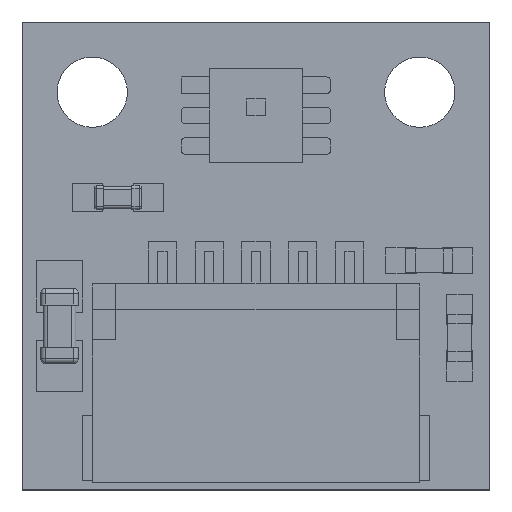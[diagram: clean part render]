
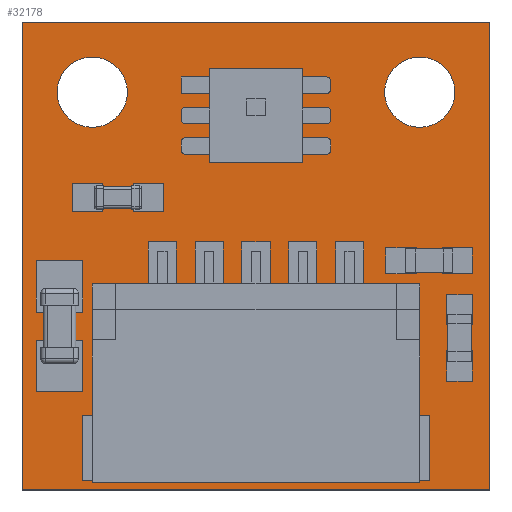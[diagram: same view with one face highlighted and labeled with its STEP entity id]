
A CAD part, top view. The second image highlights one B-rep face of the part: STEP entity #32178.
In plain terms, the highlighted planar face has unit normal (0, 0, 1).
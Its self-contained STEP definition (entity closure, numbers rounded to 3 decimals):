
#31702 = VERTEX_POINT('',#31703);
#31703 = CARTESIAN_POINT('',(15.,10.,0.6));
#31710 = PLANE('',#31711);
#31711 = AXIS2_PLACEMENT_3D('',#31712,#31713,#31714);
#31712 = CARTESIAN_POINT('',(15.,10.,0.));
#31713 = DIRECTION('',(0.,1.,0.));
#31714 = DIRECTION('',(1.,0.,0.));
#31722 = PLANE('',#31723);
#31723 = AXIS2_PLACEMENT_3D('',#31724,#31725,#31726);
#31724 = CARTESIAN_POINT('',(15.,20.,0.));
#31725 = DIRECTION('',(1.,0.,0.));
#31726 = DIRECTION('',(0.,-1.,0.));
#31734 = EDGE_CURVE('',#31702,#31735,#31737,.T.);
#31735 = VERTEX_POINT('',#31736);
#31736 = CARTESIAN_POINT('',(25.,10.,0.6));
#31737 = SURFACE_CURVE('',#31738,(#31742,#31749),.PCURVE_S1.);
#31738 = LINE('',#31739,#31740);
#31739 = CARTESIAN_POINT('',(15.,10.,0.6));
#31740 = VECTOR('',#31741,1.);
#31741 = DIRECTION('',(1.,0.,0.));
#31742 = PCURVE('',#31710,#31743);
#31743 = DEFINITIONAL_REPRESENTATION('',(#31744),#31748);
#31744 = LINE('',#31745,#31746);
#31745 = CARTESIAN_POINT('',(0.,-0.6));
#31746 = VECTOR('',#31747,1.);
#31747 = DIRECTION('',(1.,0.));
#31748 = ( GEOMETRIC_REPRESENTATION_CONTEXT(2) 
PARAMETRIC_REPRESENTATION_CONTEXT() REPRESENTATION_CONTEXT('2D SPACE',''
  ) );
#31749 = PCURVE('',#31750,#31755);
#31750 = PLANE('',#31751);
#31751 = AXIS2_PLACEMENT_3D('',#31752,#31753,#31754);
#31752 = CARTESIAN_POINT('',(20.,15.,0.6));
#31753 = DIRECTION('',(0.,0.,1.));
#31754 = DIRECTION('',(1.,0.,-0.));
#31755 = DEFINITIONAL_REPRESENTATION('',(#31756),#31760);
#31756 = LINE('',#31757,#31758);
#31757 = CARTESIAN_POINT('',(-5.,-5.));
#31758 = VECTOR('',#31759,1.);
#31759 = DIRECTION('',(1.,0.));
#31760 = ( GEOMETRIC_REPRESENTATION_CONTEXT(2) 
PARAMETRIC_REPRESENTATION_CONTEXT() REPRESENTATION_CONTEXT('2D SPACE',''
  ) );
#31778 = PLANE('',#31779);
#31779 = AXIS2_PLACEMENT_3D('',#31780,#31781,#31782);
#31780 = CARTESIAN_POINT('',(25.,10.,0.));
#31781 = DIRECTION('',(-1.,0.,0.));
#31782 = DIRECTION('',(0.,1.,0.));
#31822 = VERTEX_POINT('',#31823);
#31823 = CARTESIAN_POINT('',(15.,20.,0.6));
#31837 = PLANE('',#31838);
#31838 = AXIS2_PLACEMENT_3D('',#31839,#31840,#31841);
#31839 = CARTESIAN_POINT('',(25.,20.,0.));
#31840 = DIRECTION('',(0.,-1.,0.));
#31841 = DIRECTION('',(-1.,0.,0.));
#31849 = EDGE_CURVE('',#31822,#31702,#31850,.T.);
#31850 = SURFACE_CURVE('',#31851,(#31855,#31862),.PCURVE_S1.);
#31851 = LINE('',#31852,#31853);
#31852 = CARTESIAN_POINT('',(15.,20.,0.6));
#31853 = VECTOR('',#31854,1.);
#31854 = DIRECTION('',(0.,-1.,0.));
#31855 = PCURVE('',#31722,#31856);
#31856 = DEFINITIONAL_REPRESENTATION('',(#31857),#31861);
#31857 = LINE('',#31858,#31859);
#31858 = CARTESIAN_POINT('',(0.,-0.6));
#31859 = VECTOR('',#31860,1.);
#31860 = DIRECTION('',(1.,0.));
#31861 = ( GEOMETRIC_REPRESENTATION_CONTEXT(2) 
PARAMETRIC_REPRESENTATION_CONTEXT() REPRESENTATION_CONTEXT('2D SPACE',''
  ) );
#31862 = PCURVE('',#31750,#31863);
#31863 = DEFINITIONAL_REPRESENTATION('',(#31864),#31868);
#31864 = LINE('',#31865,#31866);
#31865 = CARTESIAN_POINT('',(-5.,5.));
#31866 = VECTOR('',#31867,1.);
#31867 = DIRECTION('',(0.,-1.));
#31868 = ( GEOMETRIC_REPRESENTATION_CONTEXT(2) 
PARAMETRIC_REPRESENTATION_CONTEXT() REPRESENTATION_CONTEXT('2D SPACE',''
  ) );
#31896 = EDGE_CURVE('',#31735,#31897,#31899,.T.);
#31897 = VERTEX_POINT('',#31898);
#31898 = CARTESIAN_POINT('',(25.,20.,0.6));
#31899 = SURFACE_CURVE('',#31900,(#31904,#31911),.PCURVE_S1.);
#31900 = LINE('',#31901,#31902);
#31901 = CARTESIAN_POINT('',(25.,10.,0.6));
#31902 = VECTOR('',#31903,1.);
#31903 = DIRECTION('',(0.,1.,0.));
#31904 = PCURVE('',#31778,#31905);
#31905 = DEFINITIONAL_REPRESENTATION('',(#31906),#31910);
#31906 = LINE('',#31907,#31908);
#31907 = CARTESIAN_POINT('',(0.,-0.6));
#31908 = VECTOR('',#31909,1.);
#31909 = DIRECTION('',(1.,0.));
#31910 = ( GEOMETRIC_REPRESENTATION_CONTEXT(2) 
PARAMETRIC_REPRESENTATION_CONTEXT() REPRESENTATION_CONTEXT('2D SPACE',''
  ) );
#31911 = PCURVE('',#31750,#31912);
#31912 = DEFINITIONAL_REPRESENTATION('',(#31913),#31917);
#31913 = LINE('',#31914,#31915);
#31914 = CARTESIAN_POINT('',(5.,-5.));
#31915 = VECTOR('',#31916,1.);
#31916 = DIRECTION('',(0.,1.));
#31917 = ( GEOMETRIC_REPRESENTATION_CONTEXT(2) 
PARAMETRIC_REPRESENTATION_CONTEXT() REPRESENTATION_CONTEXT('2D SPACE',''
  ) );
#31967 = EDGE_CURVE('',#31897,#31822,#31968,.T.);
#31968 = SURFACE_CURVE('',#31969,(#31973,#31980),.PCURVE_S1.);
#31969 = LINE('',#31970,#31971);
#31970 = CARTESIAN_POINT('',(25.,20.,0.6));
#31971 = VECTOR('',#31972,1.);
#31972 = DIRECTION('',(-1.,0.,0.));
#31973 = PCURVE('',#31837,#31974);
#31974 = DEFINITIONAL_REPRESENTATION('',(#31975),#31979);
#31975 = LINE('',#31976,#31977);
#31976 = CARTESIAN_POINT('',(0.,-0.6));
#31977 = VECTOR('',#31978,1.);
#31978 = DIRECTION('',(1.,0.));
#31979 = ( GEOMETRIC_REPRESENTATION_CONTEXT(2) 
PARAMETRIC_REPRESENTATION_CONTEXT() REPRESENTATION_CONTEXT('2D SPACE',''
  ) );
#31980 = PCURVE('',#31750,#31981);
#31981 = DEFINITIONAL_REPRESENTATION('',(#31982),#31986);
#31982 = LINE('',#31983,#31984);
#31983 = CARTESIAN_POINT('',(5.,5.));
#31984 = VECTOR('',#31985,1.);
#31985 = DIRECTION('',(-1.,0.));
#31986 = ( GEOMETRIC_REPRESENTATION_CONTEXT(2) 
PARAMETRIC_REPRESENTATION_CONTEXT() REPRESENTATION_CONTEXT('2D SPACE',''
  ) );
#32023 = CYLINDRICAL_SURFACE('',#32024,0.751);
#32024 = AXIS2_PLACEMENT_3D('',#32025,#32026,#32027);
#32025 = CARTESIAN_POINT('',(16.5,18.5,0.));
#32026 = DIRECTION('',(-0.,-0.,-1.));
#32027 = DIRECTION('',(1.,0.,0.));
#32043 = VERTEX_POINT('',#32044);
#32044 = CARTESIAN_POINT('',(17.251,18.5,0.6));
#32065 = EDGE_CURVE('',#32043,#32043,#32066,.T.);
#32066 = SURFACE_CURVE('',#32067,(#32072,#32079),.PCURVE_S1.);
#32067 = CIRCLE('',#32068,0.751);
#32068 = AXIS2_PLACEMENT_3D('',#32069,#32070,#32071);
#32069 = CARTESIAN_POINT('',(16.5,18.5,0.6));
#32070 = DIRECTION('',(0.,0.,1.));
#32071 = DIRECTION('',(1.,0.,-0.));
#32072 = PCURVE('',#32023,#32073);
#32073 = DEFINITIONAL_REPRESENTATION('',(#32074),#32078);
#32074 = LINE('',#32075,#32076);
#32075 = CARTESIAN_POINT('',(6.283,-0.6));
#32076 = VECTOR('',#32077,1.);
#32077 = DIRECTION('',(-1.,0.));
#32078 = ( GEOMETRIC_REPRESENTATION_CONTEXT(2) 
PARAMETRIC_REPRESENTATION_CONTEXT() REPRESENTATION_CONTEXT('2D SPACE',''
  ) );
#32079 = PCURVE('',#31750,#32080);
#32080 = DEFINITIONAL_REPRESENTATION('',(#32081),#32085);
#32081 = CIRCLE('',#32082,0.751);
#32082 = AXIS2_PLACEMENT_2D('',#32083,#32084);
#32083 = CARTESIAN_POINT('',(-3.5,3.5));
#32084 = DIRECTION('',(1.,0.));
#32085 = ( GEOMETRIC_REPRESENTATION_CONTEXT(2) 
PARAMETRIC_REPRESENTATION_CONTEXT() REPRESENTATION_CONTEXT('2D SPACE',''
  ) );
#32101 = CYLINDRICAL_SURFACE('',#32102,0.751);
#32102 = AXIS2_PLACEMENT_3D('',#32103,#32104,#32105);
#32103 = CARTESIAN_POINT('',(23.5,18.5,0.));
#32104 = DIRECTION('',(-0.,-0.,-1.));
#32105 = DIRECTION('',(1.,0.,0.));
#32121 = VERTEX_POINT('',#32122);
#32122 = CARTESIAN_POINT('',(24.251,18.5,0.6));
#32143 = EDGE_CURVE('',#32121,#32121,#32144,.T.);
#32144 = SURFACE_CURVE('',#32145,(#32150,#32157),.PCURVE_S1.);
#32145 = CIRCLE('',#32146,0.751);
#32146 = AXIS2_PLACEMENT_3D('',#32147,#32148,#32149);
#32147 = CARTESIAN_POINT('',(23.5,18.5,0.6));
#32148 = DIRECTION('',(0.,0.,1.));
#32149 = DIRECTION('',(1.,0.,-0.));
#32150 = PCURVE('',#32101,#32151);
#32151 = DEFINITIONAL_REPRESENTATION('',(#32152),#32156);
#32152 = LINE('',#32153,#32154);
#32153 = CARTESIAN_POINT('',(6.283,-0.6));
#32154 = VECTOR('',#32155,1.);
#32155 = DIRECTION('',(-1.,0.));
#32156 = ( GEOMETRIC_REPRESENTATION_CONTEXT(2) 
PARAMETRIC_REPRESENTATION_CONTEXT() REPRESENTATION_CONTEXT('2D SPACE',''
  ) );
#32157 = PCURVE('',#31750,#32158);
#32158 = DEFINITIONAL_REPRESENTATION('',(#32159),#32163);
#32159 = CIRCLE('',#32160,0.751);
#32160 = AXIS2_PLACEMENT_2D('',#32161,#32162);
#32161 = CARTESIAN_POINT('',(3.5,3.5));
#32162 = DIRECTION('',(1.,0.));
#32163 = ( GEOMETRIC_REPRESENTATION_CONTEXT(2) 
PARAMETRIC_REPRESENTATION_CONTEXT() REPRESENTATION_CONTEXT('2D SPACE',''
  ) );
#32178 = ADVANCED_FACE('',(#32179,#32185,#32188),#31750,.T.);
#32179 = FACE_BOUND('',#32180,.T.);
#32180 = EDGE_LOOP('',(#32181,#32182,#32183,#32184));
#32181 = ORIENTED_EDGE('',*,*,#31734,.T.);
#32182 = ORIENTED_EDGE('',*,*,#31896,.T.);
#32183 = ORIENTED_EDGE('',*,*,#31967,.T.);
#32184 = ORIENTED_EDGE('',*,*,#31849,.T.);
#32185 = FACE_BOUND('',#32186,.T.);
#32186 = EDGE_LOOP('',(#32187));
#32187 = ORIENTED_EDGE('',*,*,#32065,.F.);
#32188 = FACE_BOUND('',#32189,.T.);
#32189 = EDGE_LOOP('',(#32190));
#32190 = ORIENTED_EDGE('',*,*,#32143,.F.);
